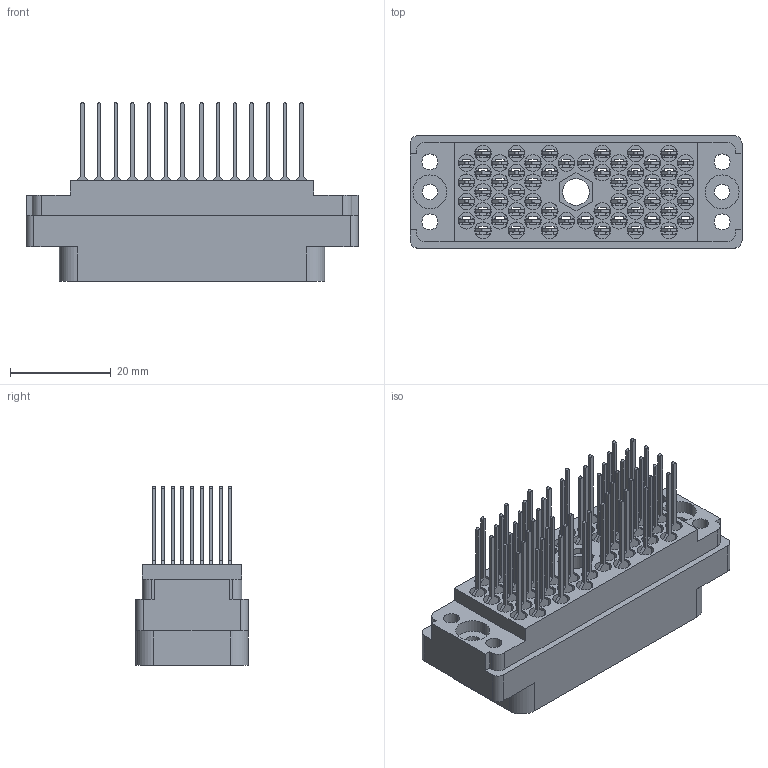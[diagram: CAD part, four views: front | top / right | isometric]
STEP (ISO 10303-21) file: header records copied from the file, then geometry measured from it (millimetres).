
FILE_DESCRIPTION (( 'STEP AP203' ), '1' );
FILE_NAME ('516-056-541-100.STEP', '2020-03-10T11:16:53', ( '' ), ( '' ), 'SwSTEP 2.0', 'SolidWorks 2016', '' );
FILE_SCHEMA (( 'CONFIG_CONTROL_DESIGN' ));
Length unit declared in the file: inch
Products named in the file (3): 516 Plug Insulator_056; 516-292-001_541 Contact; 516-056-541-100
Assembly tree (57 placements, depth 2):
  516-056-541-100
    516 Plug Insulator_056
    516-292-001_541 Contact  x56
Bounding box: 65.81 x 22.25 x 35.43 mm (x, y, z)
Volume: 13322.2 mm3; surface area: 25888.6 mm2
Topology: 57 solids, 57 shells, 5250 faces, 15244 edges, 10124 vertices
Faces by surface type: plane 3249, cylinder 1663, bspline 336, cone 2
Entity records: 45480 total; most frequent: CARTESIAN_POINT 7973, ORIENTED_EDGE 7608, DIRECTION 7360, EDGE_CURVE 3804, LINE 2868, VECTOR 2868, VERTEX_POINT 2534, AXIS2_PLACEMENT_3D 2246
